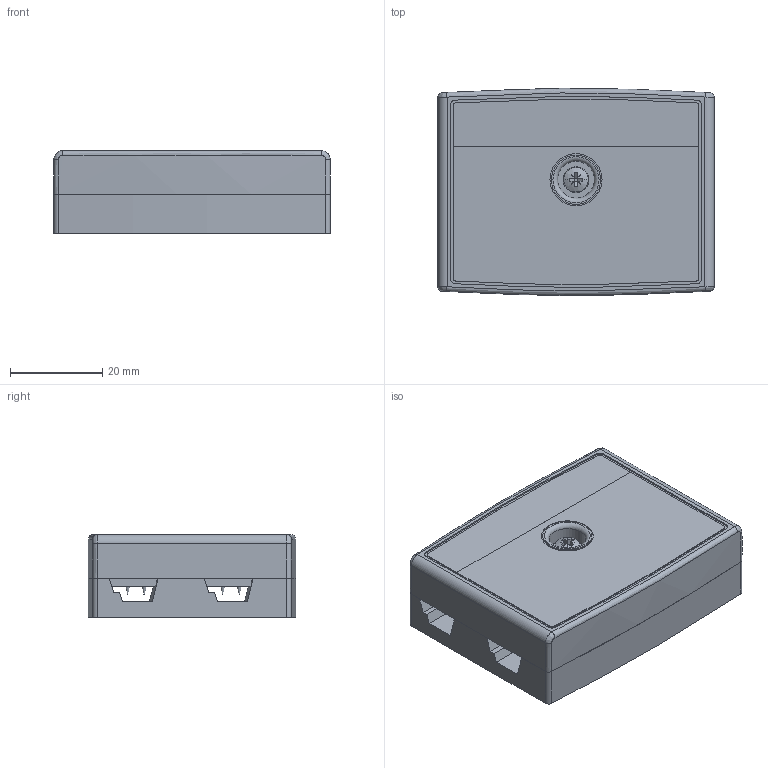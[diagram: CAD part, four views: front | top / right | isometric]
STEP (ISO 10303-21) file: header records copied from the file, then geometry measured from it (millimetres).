
FILE_DESCRIPTION(/* description */ ('Alibre Inc.'),/* implementation_level */ '2;1');
FILE_NAME(/* name */ 'export-A5F6D9F9-4CE3-4BCC-8B19-1537EC9DE11E',/* time_stamp */ '2023-03-21T06:16:15+01:00',/* author */ (''),/* organization */ (''),/* preprocessor_version */ 'ST-DEVELOPER v17',/* originating_system */ 'Alibre',/* authorisation */ '');
FILE_SCHEMA (('AUTOMOTIVE_DESIGN'));
Length unit declared in the file: millimetre
Products named in the file (7): 2; BENE INOX | 210216-3X30
Bounding box: 60 x 44.97 x 18 mm (x, y, z)
Volume: 41995.5 mm3; surface area: 20704.2 mm2
Topology: 5 solids, 6 shells, 228 faces, 542 edges, 352 vertices
Faces by surface type: plane 126, cylinder 33, bspline 32, cone 18, torus 17, sphere 2
Full cylindrical faces by diameter (mm): 3 x1, 3.18 x4, 3.5 x2, 8 x1, 10.67 x1, 11.3 x1
Entity records: 9017 total; most frequent: CARTESIAN_POINT 3991, ORIENTED_EDGE 986, DIRECTION 840, EDGE_CURVE 493, AXIS2_PLACEMENT_3D 355, VERTEX_POINT 344, EDGE_LOOP 307, FACE_BOUND 307
